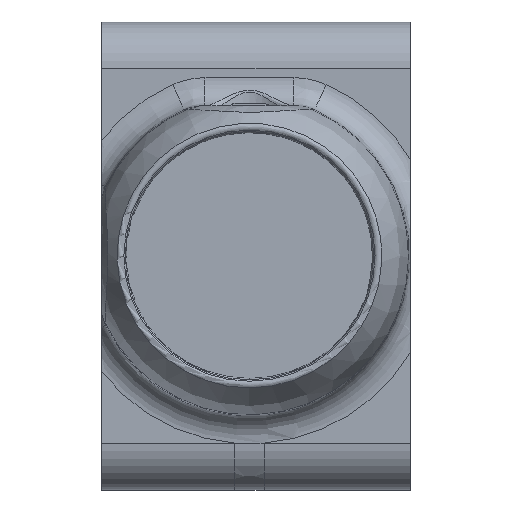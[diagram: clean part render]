
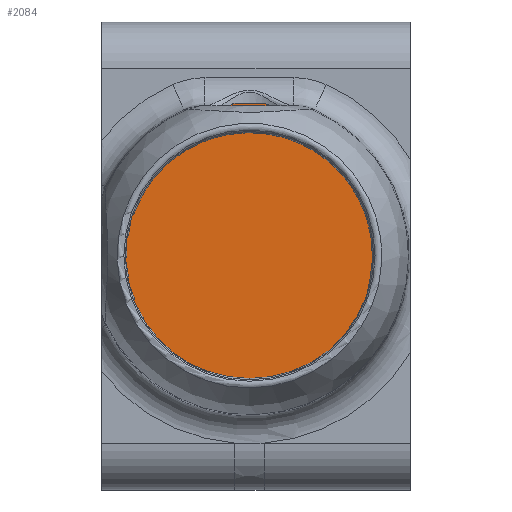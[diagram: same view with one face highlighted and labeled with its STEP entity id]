
A CAD part, top view. The second image highlights one B-rep face of the part: STEP entity #2084.
In plain terms, the highlighted planar face has unit normal (0, 0, 1).
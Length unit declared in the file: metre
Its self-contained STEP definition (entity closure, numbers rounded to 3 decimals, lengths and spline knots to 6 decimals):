
#869=ORIENTED_EDGE('',*,*,#1154,.T.);
#870=ORIENTED_EDGE('',*,*,#1188,.T.);
#871=ORIENTED_EDGE('',*,*,#1144,.F.);
#872=ORIENTED_EDGE('',*,*,#1189,.T.);
#1144=EDGE_CURVE('',#1348,#1349,#1460,.T.);
#1154=EDGE_CURVE('',#1359,#1358,#1467,.T.);
#1188=EDGE_CURVE('',#1358,#1349,#1479,.F.);
#1189=EDGE_CURVE('',#1348,#1359,#1480,.T.);
#1348=VERTEX_POINT('',#4783);
#1349=VERTEX_POINT('',#4785);
#1358=VERTEX_POINT('',#4804);
#1359=VERTEX_POINT('',#4806);
#1460=LINE('',#4784,#1559);
#1467=LINE('',#4805,#1566);
#1479=LINE('',#4886,#1578);
#1480=LINE('',#4887,#1579);
#1559=VECTOR('',#2704,1.);
#1566=VECTOR('',#2719,1.);
#1578=VECTOR('',#2819,1.);
#1579=VECTOR('',#2820,1.);
#1746=EDGE_LOOP('',(#869,#870,#871,#872));
#1917=FACE_BOUND('',#1746,.T.);
#1956=PLANE('',#2315);
#2084=ADVANCED_FACE('',(#1917),#1956,.T.);
#2315=AXIS2_PLACEMENT_3D('',#4885,#2817,#2818);
#2704=DIRECTION('',(0.,-1.,0.));
#2719=DIRECTION('',(0.,-1.,0.));
#2817=DIRECTION('',(0.,0.,1.));
#2818=DIRECTION('',(1.,0.,0.));
#2819=DIRECTION('',(-1.,0.,0.));
#2820=DIRECTION('',(-1.,0.,0.));
#4783=CARTESIAN_POINT('',(0.0172,0.018,-0.018403));
#4784=CARTESIAN_POINT('',(0.0172,0.,-0.018403));
#4785=CARTESIAN_POINT('',(0.0172,-0.018,-0.018403));
#4804=CARTESIAN_POINT('',(-0.0158,-0.018,-0.018403));
#4805=CARTESIAN_POINT('',(-0.0158,0.,-0.018403));
#4806=CARTESIAN_POINT('',(-0.0158,0.018,-0.018403));
#4885=CARTESIAN_POINT('',(0.025,0.,-0.018403));
#4886=CARTESIAN_POINT('',(0.0172,-0.018,-0.018403));
#4887=CARTESIAN_POINT('',(0.025,0.018,-0.018403));
